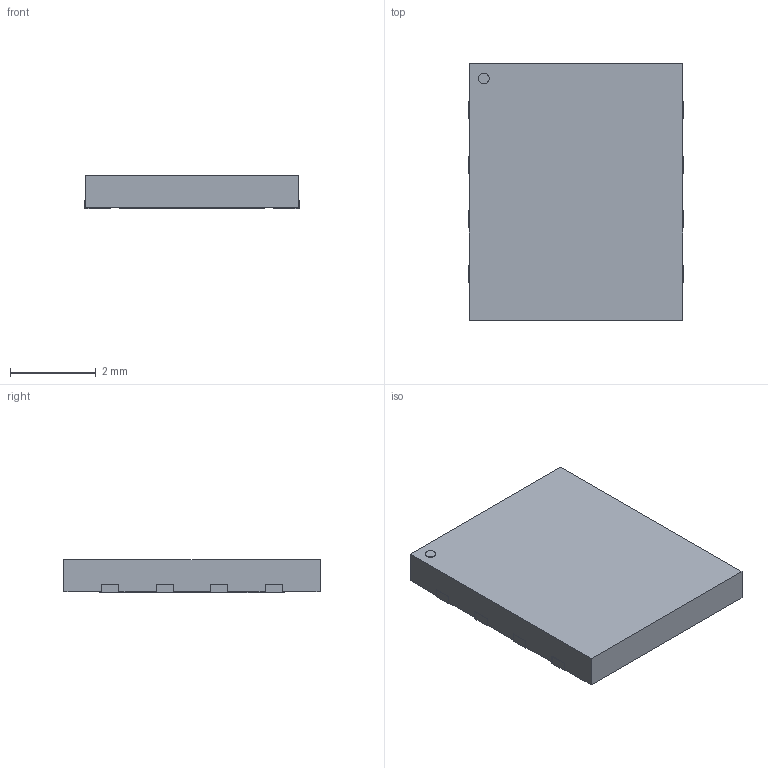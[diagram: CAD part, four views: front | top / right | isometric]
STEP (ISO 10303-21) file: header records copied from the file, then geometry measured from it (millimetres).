
FILE_DESCRIPTION(/* description */ ('model of WSON-8-1EP_6x5mm_P1.27mm_EP3.4x4.3mm'),/* implementation_level */ '2;1');
FILE_NAME(/* name */ 'WSON-8-1EP_6x5mm_P1.27mm_EP3.4x4.3mm.step',/* time_stamp */ '2022-11-23T01:59:11',/* author */ ('KiCAD','kicad'),/* organization */ ('OCCT'),/* preprocessor_version */ '',/* originating_system */ 'KiCAD',/* authorisation */ '');
FILE_SCHEMA(('AUTOMOTIVE_DESIGN { 1 0 10303 214 1 1 1 1 }'));
Length unit declared in the file: millimetre
Products named in the file (9): CQ assembly; 7a7db18c-6b15-11ed-afb7-001a7dda7113; 7a7db18c-6b15-11ed-afb7-001a7dda7113_part; 7a7dd89d-6b15-11ed-9066-001a7dda7113; 7a7dd89d-6b15-11ed-9066-001a7dda7113_part; 7a7dd89e-6b15-11ed-9c9e-001a7dda7113; 7a7dd89e-6b15-11ed-9c9e-001a7dda7113_part; 7a7dd89f-6b15-11ed-a86a-001a7dda7113; 7a7dd89f-6b15-11ed-a86a-001a7dda7113_part
Assembly tree (8 placements, depth 4):
  CQ assembly
    7a7db18c-6b15-11ed-afb7-001a7dda7113
      7a7db18c-6b15-11ed-afb7-001a7dda7113_part
      7a7dd89d-6b15-11ed-9066-001a7dda7113
        7a7dd89d-6b15-11ed-9066-001a7dda7113_part
      7a7dd89e-6b15-11ed-9c9e-001a7dda7113
        7a7dd89e-6b15-11ed-9c9e-001a7dda7113_part
      7a7dd89f-6b15-11ed-a86a-001a7dda7113
        7a7dd89f-6b15-11ed-a86a-001a7dda7113_part
Bounding box: 5 x 5.98 x 0.78 mm (x, y, z)
Volume: 22.7 mm3; surface area: 114.6 mm2
Topology: 11 solids, 11 shells, 102 faces, 237 edges, 158 vertices
Faces by surface type: plane 101, cylinder 1
Full cylindrical faces by diameter (mm): 0.25 x1
Entity records: 3060 total; most frequent: CARTESIAN_POINT 506, ORIENTED_EDGE 474, DIRECTION 461, EDGE_CURVE 237, LINE 235, VECTOR 235, VERTEX_POINT 158, AXIS2_PLACEMENT_3D 113
